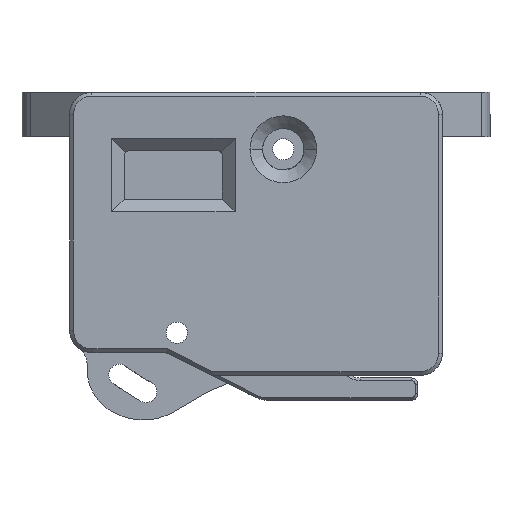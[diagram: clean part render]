
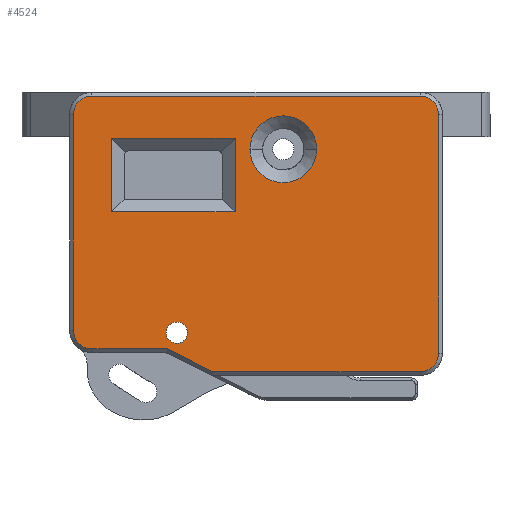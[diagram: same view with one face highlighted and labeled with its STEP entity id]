
A CAD part, left-side view. The second image highlights one B-rep face of the part: STEP entity #4524.
In plain terms, the highlighted planar face has unit normal (-1, 0, 0).
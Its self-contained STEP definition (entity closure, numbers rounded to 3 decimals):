
#144=CARTESIAN_POINT('',(26.065,95.7,33.491));
#145=DIRECTION('',(-1.,0.,0.));
#146=DIRECTION('',(0.,-1.,0.));
#147=AXIS2_PLACEMENT_3D('',#144,#145,#146);
#149=DIRECTION('',(0.,0.,1.));
#150=VECTOR('',#149,37.521);
#151=CARTESIAN_POINT('',(26.065,92.8,-4.03));
#152=LINE('',#151,#150);
#153=CARTESIAN_POINT('',(26.065,95.7,-4.03));
#154=DIRECTION('',(-1.,0.,0.));
#155=DIRECTION('',(0.,0.,-1.));
#156=AXIS2_PLACEMENT_3D('',#153,#154,#155);
#158=DIRECTION('',(0.,-1.,0.));
#159=VECTOR('',#158,32.561);
#160=CARTESIAN_POINT('',(26.065,128.261,-6.93));
#161=LINE('',#160,#159);
#162=DIRECTION('',(0.,-0.893,-0.451));
#163=VECTOR('',#162,7.948);
#164=CARTESIAN_POINT('',(26.065,135.356,-3.349));
#165=LINE('',#164,#163);
#166=DIRECTION('',(0.,-1.,0.));
#167=VECTOR('',#166,11.917);
#168=CARTESIAN_POINT('',(26.065,147.273,-3.349));
#169=LINE('',#168,#167);
#170=CARTESIAN_POINT('',(26.065,147.273,-0.449));
#171=DIRECTION('',(-1.,0.,0.));
#172=DIRECTION('',(0.,1.,0.));
#173=AXIS2_PLACEMENT_3D('',#170,#171,#172);
#175=DIRECTION('',(0.,0.,-1.));
#176=VECTOR('',#175,33.94);
#177=CARTESIAN_POINT('',(26.065,150.173,33.491));
#178=LINE('',#177,#176);
#179=CARTESIAN_POINT('',(26.065,147.273,33.491));
#180=DIRECTION('',(-1.,0.,0.));
#181=DIRECTION('',(0.,0.,1.));
#182=AXIS2_PLACEMENT_3D('',#179,#180,#181);
#184=DIRECTION('',(0.,1.,0.));
#185=VECTOR('',#184,51.573);
#186=CARTESIAN_POINT('',(26.065,95.7,36.391));
#187=LINE('',#186,#185);
#188=DIRECTION('',(0.,1.,0.));
#189=VECTOR('',#188,19.444);
#190=CARTESIAN_POINT('',(26.065,124.77,18.198));
#191=LINE('',#190,#189);
#192=DIRECTION('',(0.,0.,-1.));
#193=VECTOR('',#192,11.584);
#194=CARTESIAN_POINT('',(26.065,124.77,29.782));
#195=LINE('',#194,#193);
#196=DIRECTION('',(0.,-1.,0.));
#197=VECTOR('',#196,19.444);
#198=CARTESIAN_POINT('',(26.065,144.214,29.782));
#199=LINE('',#198,#197);
#200=DIRECTION('',(0.,0.,1.));
#201=VECTOR('',#200,11.584);
#202=CARTESIAN_POINT('',(26.065,144.214,18.198));
#203=LINE('',#202,#201);
#204=CARTESIAN_POINT('',(26.065,117.195,28.015));
#205=DIRECTION('',(1.,0.,0.));
#206=DIRECTION('',(0.,-1.,0.));
#207=AXIS2_PLACEMENT_3D('',#204,#205,#206);
#209=CARTESIAN_POINT('',(26.065,117.195,28.015));
#210=DIRECTION('',(1.,0.,0.));
#211=DIRECTION('',(0.,1.,0.));
#212=AXIS2_PLACEMENT_3D('',#209,#210,#211);
#214=CARTESIAN_POINT('',(26.065,133.922,-0.824));
#215=DIRECTION('',(1.,0.,0.));
#216=DIRECTION('',(0.,1.,0.));
#217=AXIS2_PLACEMENT_3D('',#214,#215,#216);
#219=CARTESIAN_POINT('',(26.065,133.922,-0.824));
#220=DIRECTION('',(1.,0.,0.));
#221=DIRECTION('',(0.,-1.,0.));
#222=AXIS2_PLACEMENT_3D('',#219,#220,#221);
#3434=CARTESIAN_POINT('',(26.065,92.8,33.491));
#3436=VERTEX_POINT('',#3434);
#3442=CARTESIAN_POINT('',(26.065,95.7,36.391));
#3443=VERTEX_POINT('',#3442);
#3444=CARTESIAN_POINT('',(26.065,147.273,36.391));
#3446=VERTEX_POINT('',#3444);
#3448=CARTESIAN_POINT('',(26.065,92.8,-4.03));
#3449=VERTEX_POINT('',#3448);
#3456=CARTESIAN_POINT('',(26.065,150.173,33.491));
#3457=VERTEX_POINT('',#3456);
#3458=CARTESIAN_POINT('',(26.065,95.7,-6.93));
#3460=VERTEX_POINT('',#3458);
#3464=CARTESIAN_POINT('',(26.065,150.173,
-0.449));
#3466=VERTEX_POINT('',#3464);
#3470=CARTESIAN_POINT('',(26.065,128.261,-6.93));
#3471=VERTEX_POINT('',#3470);
#3476=CARTESIAN_POINT('',(26.065,147.273,-3.349));
#3477=VERTEX_POINT('',#3476);
#3480=CARTESIAN_POINT('',(26.065,135.356,-3.349));
#3481=VERTEX_POINT('',#3480);
#3554=CARTESIAN_POINT('',(26.065,124.77,18.198));
#3555=CARTESIAN_POINT('',(26.065,144.214,18.198));
#3556=VERTEX_POINT('',#3554);
#3557=VERTEX_POINT('',#3555);
#3558=CARTESIAN_POINT('',(26.065,144.214,29.782));
#3559=VERTEX_POINT('',#3558);
#3560=CARTESIAN_POINT('',(26.065,124.77,29.782));
#3561=VERTEX_POINT('',#3560);
#4081=CARTESIAN_POINT('',(26.065,111.945,28.015));
#4082=VERTEX_POINT('',#4081);
#4083=CARTESIAN_POINT('',(26.065,122.445,28.015));
#4084=VERTEX_POINT('',#4083);
#4085=CARTESIAN_POINT('',(26.065,132.247,
-0.824));
#4087=VERTEX_POINT('',#4085);
#4089=CARTESIAN_POINT('',(26.065,135.597,
-0.824));
#4090=VERTEX_POINT('',#4089);
#4479=CARTESIAN_POINT('',(26.065,134.037,12.781));
#4480=DIRECTION('',(-1.,0.,0.));
#4481=DIRECTION('',(0.,0.,1.));
#4482=AXIS2_PLACEMENT_3D('',#4479,#4480,#4481);
#4483=PLANE('',#4482);
#4484=ORIENTED_EDGE('',*,*,#4317,.F.);
#4485=ORIENTED_EDGE('',*,*,#4338,.F.);
#4487=ORIENTED_EDGE('',*,*,#4486,.F.);
#4489=ORIENTED_EDGE('',*,*,#4488,.F.);
#4491=ORIENTED_EDGE('',*,*,#4490,.F.);
#4493=ORIENTED_EDGE('',*,*,#4492,.F.);
#4495=ORIENTED_EDGE('',*,*,#4494,.F.);
#4497=ORIENTED_EDGE('',*,*,#4496,.F.);
#4498=ORIENTED_EDGE('',*,*,#4468,.F.);
#4499=ORIENTED_EDGE('',*,*,#4457,.F.);
#4500=EDGE_LOOP('',(#4484,#4485,#4487,#4489,#4491,#4493,#4495,#4497,#4498,
#4499));
#4501=FACE_OUTER_BOUND('',#4500,.F.);
#4503=ORIENTED_EDGE('',*,*,#4502,.F.);
#4505=ORIENTED_EDGE('',*,*,#4504,.F.);
#4507=ORIENTED_EDGE('',*,*,#4506,.F.);
#4509=ORIENTED_EDGE('',*,*,#4508,.F.);
#4510=EDGE_LOOP('',(#4503,#4505,#4507,#4509));
#4511=FACE_BOUND('',#4510,.F.);
#4513=ORIENTED_EDGE('',*,*,#4512,.F.);
#4515=ORIENTED_EDGE('',*,*,#4514,.F.);
#4516=EDGE_LOOP('',(#4513,#4515));
#4517=FACE_BOUND('',#4516,.F.);
#4519=ORIENTED_EDGE('',*,*,#4518,.F.);
#4521=ORIENTED_EDGE('',*,*,#4520,.F.);
#4522=EDGE_LOOP('',(#4519,#4521));
#4523=FACE_BOUND('',#4522,.F.);
#4524=ADVANCED_FACE('',(#4501,#4511,#4517,#4523),#4483,.T.);
#148=CIRCLE('',#147,2.9);
#157=CIRCLE('',#156,2.9);
#174=CIRCLE('',#173,2.9);
#183=CIRCLE('',#182,2.9);
#208=CIRCLE('',#207,5.25);
#213=CIRCLE('',#212,5.25);
#218=CIRCLE('',#217,1.675);
#223=CIRCLE('',#222,1.675);
#4317=EDGE_CURVE('',#3436,#3443,#148,.T.);
#4338=EDGE_CURVE('',#3449,#3436,#152,.T.);
#4457=EDGE_CURVE('',#3443,#3446,#187,.T.);
#4468=EDGE_CURVE('',#3446,#3457,#183,.T.);
#4486=EDGE_CURVE('',#3460,#3449,#157,.T.);
#4488=EDGE_CURVE('',#3471,#3460,#161,.T.);
#4490=EDGE_CURVE('',#3481,#3471,#165,.T.);
#4492=EDGE_CURVE('',#3477,#3481,#169,.T.);
#4494=EDGE_CURVE('',#3466,#3477,#174,.T.);
#4496=EDGE_CURVE('',#3457,#3466,#178,.T.);
#4502=EDGE_CURVE('',#3556,#3557,#191,.T.);
#4504=EDGE_CURVE('',#3561,#3556,#195,.T.);
#4506=EDGE_CURVE('',#3559,#3561,#199,.T.);
#4508=EDGE_CURVE('',#3557,#3559,#203,.T.);
#4512=EDGE_CURVE('',#4082,#4084,#208,.T.);
#4514=EDGE_CURVE('',#4084,#4082,#213,.T.);
#4518=EDGE_CURVE('',#4090,#4087,#218,.T.);
#4520=EDGE_CURVE('',#4087,#4090,#223,.T.);
